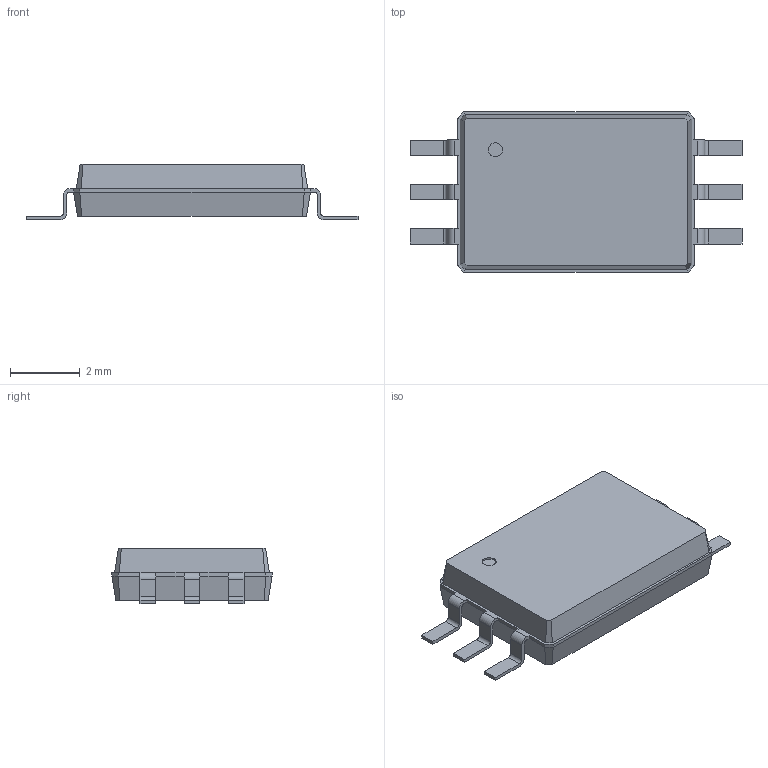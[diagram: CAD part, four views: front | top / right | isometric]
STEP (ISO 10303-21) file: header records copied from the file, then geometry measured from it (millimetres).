
FILE_DESCRIPTION(/* description */ ('model of SSO-6_6.8x4.6mm_P1.27mm_Clearance7mm'),/* implementation_level */ '2;1');
FILE_NAME(/* name */ 'SSO-6_6.8x4.6mm_P1.27mm_Clearance7mm.step',/* time_stamp */ '2018-11-03T20:38:24',/* author */ ('kicad StepUp','ksu'),/* organization */ ('FreeCAD'),/* preprocessor_version */ 'OCC',/* originating_system */ 'kicad StepUp',/* authorisation */ '');
FILE_SCHEMA(('AUTOMOTIVE_DESIGN { 1 0 10303 214 1 1 1 1 }'));
Length unit declared in the file: millimetre
Products named in the file (1): SSO_6_68x46mm_P127mm_Clearance7mm
Bounding box: 9.54 x 4.6 x 1.6 mm (x, y, z)
Volume: 44.5 mm3; surface area: 104.2 mm2
Topology: 1 solids, 1 shells, 126 faces, 321 edges, 198 vertices
Faces by surface type: plane 71, bspline 30, cylinder 25
Full cylindrical faces by diameter (mm): 0.4 x1
Entity records: 2449 total; most frequent: ORIENTED_EDGE 561, EDGE_CURVE 321, CARTESIAN_POINT 261, VERTEX_POINT 198, LINE 197, AXIS2_PLACEMENT_3D 131, FACE_BOUND 127, EDGE_LOOP 127
